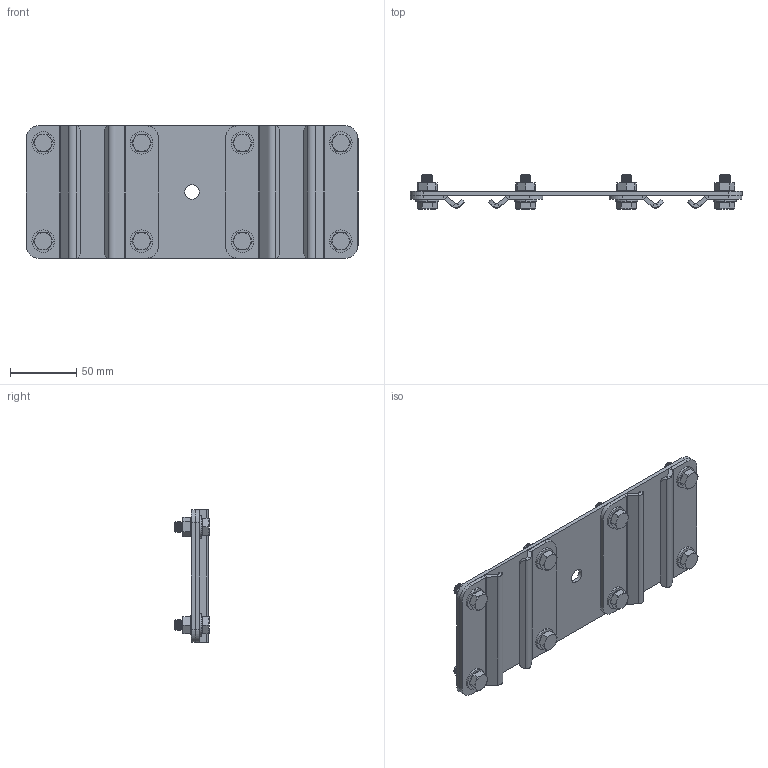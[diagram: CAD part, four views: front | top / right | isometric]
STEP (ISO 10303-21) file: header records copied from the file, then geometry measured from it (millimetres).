
FILE_DESCRIPTION (( 'STEP AP203' ), '1' );
FILE_NAME ('T84110.STEP', '2018-09-18T08:35:38', ( '' ), ( '' ), 'SwSTEP 2.0', 'SolidWorks 2016', '' );
FILE_SCHEMA (( 'CONFIG_CONTROL_DESIGN' ));
Length unit declared in the file: millimetre
Products named in the file (6): T84110; TH1273; Hex Screw GradeC_Doughty Fastners_ISO 4018 - M8 x 20-WS; F936; A Washer_Bright washer BS 4320 - M8 (Form A); TH1361
Assembly tree (29 placements, depth 2):
  T84110
    TH1361
    TH1273  x4
    F936  x8
    A Washer_Bright washer BS 4320 - M8 (Form A)  x8
    Hex Screw GradeC_Doughty Fastners_ISO 4018 - M8 x 20-WS  x8
Bounding box: 250 x 25.68 x 100 mm (x, y, z)
Volume: 143790.6 mm3; surface area: 108026.1 mm2
Topology: 29 solids, 29 shells, 1940 faces, 4998 edges, 3124 vertices
Faces by surface type: cylinder 926, cone 544, plane 462, bspline 8
Entity records: 10201 total; most frequent: DIRECTION 1739, CARTESIAN_POINT 1601, ORIENTED_EDGE 1454, EDGE_CURVE 727, AXIS2_PLACEMENT_3D 720, VERTEX_POINT 456, CIRCLE 408, EDGE_LOOP 309
